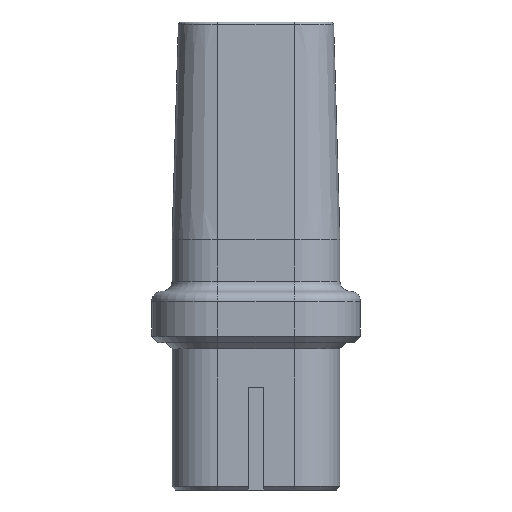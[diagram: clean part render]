
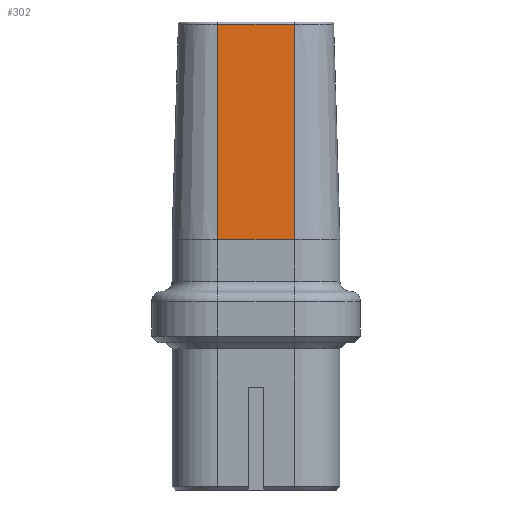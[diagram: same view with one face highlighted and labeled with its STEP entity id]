
A CAD part, front view. The second image highlights one B-rep face of the part: STEP entity #302.
In plain terms, the highlighted planar face has unit normal (0, -1, 0.029).
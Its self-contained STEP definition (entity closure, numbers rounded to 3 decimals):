
#24 = VERTEX_POINT('',#25);
#25 = CARTESIAN_POINT('',(-3.,-3.55,19.5));
#32 = PLANE('',#33);
#33 = AXIS2_PLACEMENT_3D('',#34,#35,#36);
#34 = CARTESIAN_POINT('',(-3.,-3.55,15.5));
#35 = DIRECTION('',(0.,1.,0.));
#36 = DIRECTION('',(1.,0.,0.));
#56 = EDGE_CURVE('',#24,#57,#59,.T.);
#57 = VERTEX_POINT('',#58);
#58 = CARTESIAN_POINT('',(3.,-3.55,19.5));
#59 = SURFACE_CURVE('',#60,(#64,#71),.PCURVE_S1.);
#60 = LINE('',#61,#62);
#61 = CARTESIAN_POINT('',(-3.,-3.55,19.5));
#62 = VECTOR('',#63,1.);
#63 = DIRECTION('',(1.,0.,0.));
#64 = PCURVE('',#32,#65);
#65 = DEFINITIONAL_REPRESENTATION('',(#66),#70);
#66 = LINE('',#67,#68);
#67 = CARTESIAN_POINT('',(0.,-4.));
#68 = VECTOR('',#69,1.);
#69 = DIRECTION('',(1.,0.));
#70 = ( GEOMETRIC_REPRESENTATION_CONTEXT(2) 
PARAMETRIC_REPRESENTATION_CONTEXT() REPRESENTATION_CONTEXT('2D SPACE',''
  ) );
#71 = PCURVE('',#72,#77);
#72 = PLANE('',#73);
#73 = AXIS2_PLACEMENT_3D('',#74,#75,#76);
#74 = CARTESIAN_POINT('',(-3.,-3.3,28.));
#75 = DIRECTION('',(0.,1.,-0.029));
#76 = DIRECTION('',(-1.,-0.,-0.));
#77 = DEFINITIONAL_REPRESENTATION('',(#78),#82);
#78 = LINE('',#79,#80);
#79 = CARTESIAN_POINT('',(-0.,-8.504));
#80 = VECTOR('',#81,1.);
#81 = DIRECTION('',(-1.,0.));
#82 = ( GEOMETRIC_REPRESENTATION_CONTEXT(2) 
PARAMETRIC_REPRESENTATION_CONTEXT() REPRESENTATION_CONTEXT('2D SPACE',''
  ) );
#211 = CONICAL_SURFACE('',#212,3.55,0.029);
#212 = AXIS2_PLACEMENT_3D('',#213,#214,#215);
#213 = CARTESIAN_POINT('',(-3.,0.,19.5));
#214 = DIRECTION('',(-0.,-0.,-1.));
#215 = DIRECTION('',(-0.423,0.906,0.));
#302 = ADVANCED_FACE('',(#303),#72,.F.);
#303 = FACE_BOUND('',#304,.T.);
#304 = EDGE_LOOP('',(#305,#326,#327,#353));
#305 = ORIENTED_EDGE('',*,*,#306,.F.);
#306 = EDGE_CURVE('',#24,#307,#309,.T.);
#307 = VERTEX_POINT('',#308);
#308 = CARTESIAN_POINT('',(-3.,-3.056,36.306));
#309 = SURFACE_CURVE('',#310,(#314,#320),.PCURVE_S1.);
#310 = LINE('',#311,#312);
#311 = CARTESIAN_POINT('',(-3.,-3.3,28.));
#312 = VECTOR('',#313,1.);
#313 = DIRECTION('',(-0.,0.029,1.));
#314 = PCURVE('',#72,#315);
#315 = DEFINITIONAL_REPRESENTATION('',(#316),#319);
#316 = B_SPLINE_CURVE_WITH_KNOTS('',1,(#317,#318),.UNSPECIFIED.,.F.,.F.,
  (2,2),(-8.504,8.504),.PIECEWISE_BEZIER_KNOTS.);
#317 = CARTESIAN_POINT('',(0.,-8.504));
#318 = CARTESIAN_POINT('',(0.,8.504));
#319 = ( GEOMETRIC_REPRESENTATION_CONTEXT(2) 
PARAMETRIC_REPRESENTATION_CONTEXT() REPRESENTATION_CONTEXT('2D SPACE',''
  ) );
#320 = PCURVE('',#211,#321);
#321 = DEFINITIONAL_REPRESENTATION('',(#322),#325);
#322 = B_SPLINE_CURVE_WITH_KNOTS('',1,(#323,#324),.UNSPECIFIED.,.F.,.F.,
  (2,2),(-8.504,8.504),.PIECEWISE_BEZIER_KNOTS.);
#323 = CARTESIAN_POINT('',(-2.705,0.));
#324 = CARTESIAN_POINT('',(-2.705,-17.));
#325 = ( GEOMETRIC_REPRESENTATION_CONTEXT(2) 
PARAMETRIC_REPRESENTATION_CONTEXT() REPRESENTATION_CONTEXT('2D SPACE',''
  ) );
#326 = ORIENTED_EDGE('',*,*,#56,.T.);
#327 = ORIENTED_EDGE('',*,*,#328,.T.);
#328 = EDGE_CURVE('',#57,#329,#331,.T.);
#329 = VERTEX_POINT('',#330);
#330 = CARTESIAN_POINT('',(3.,-3.056,36.306));
#331 = SURFACE_CURVE('',#332,(#336,#342),.PCURVE_S1.);
#332 = LINE('',#333,#334);
#333 = CARTESIAN_POINT('',(3.,-3.3,28.));
#334 = VECTOR('',#335,1.);
#335 = DIRECTION('',(-0.,0.029,1.));
#336 = PCURVE('',#72,#337);
#337 = DEFINITIONAL_REPRESENTATION('',(#338),#341);
#338 = B_SPLINE_CURVE_WITH_KNOTS('',1,(#339,#340),.UNSPECIFIED.,.F.,.F.,
  (2,2),(-8.504,8.504),.PIECEWISE_BEZIER_KNOTS.);
#339 = CARTESIAN_POINT('',(-6.,-8.504));
#340 = CARTESIAN_POINT('',(-6.,8.504));
#341 = ( GEOMETRIC_REPRESENTATION_CONTEXT(2) 
PARAMETRIC_REPRESENTATION_CONTEXT() REPRESENTATION_CONTEXT('2D SPACE',''
  ) );
#342 = PCURVE('',#343,#348);
#343 = CONICAL_SURFACE('',#344,3.55,0.029);
#344 = AXIS2_PLACEMENT_3D('',#345,#346,#347);
#345 = CARTESIAN_POINT('',(3.,0.,19.5));
#346 = DIRECTION('',(-0.,-0.,-1.));
#347 = DIRECTION('',(0.,-1.,0.));
#348 = DEFINITIONAL_REPRESENTATION('',(#349),#352);
#349 = B_SPLINE_CURVE_WITH_KNOTS('',1,(#350,#351),.UNSPECIFIED.,.F.,.F.,
  (2,2),(-8.504,8.504),.PIECEWISE_BEZIER_KNOTS.);
#350 = CARTESIAN_POINT('',(0.,0.));
#351 = CARTESIAN_POINT('',(0.,-17.));
#352 = ( GEOMETRIC_REPRESENTATION_CONTEXT(2) 
PARAMETRIC_REPRESENTATION_CONTEXT() REPRESENTATION_CONTEXT('2D SPACE',''
  ) );
#353 = ORIENTED_EDGE('',*,*,#354,.F.);
#354 = EDGE_CURVE('',#307,#329,#355,.T.);
#355 = SURFACE_CURVE('',#356,(#360,#367),.PCURVE_S1.);
#356 = LINE('',#357,#358);
#357 = CARTESIAN_POINT('',(-3.,-3.056,36.306));
#358 = VECTOR('',#359,1.);
#359 = DIRECTION('',(1.,0.,0.));
#360 = PCURVE('',#72,#361);
#361 = DEFINITIONAL_REPRESENTATION('',(#362),#366);
#362 = LINE('',#363,#364);
#363 = CARTESIAN_POINT('',(-0.,8.309));
#364 = VECTOR('',#365,1.);
#365 = DIRECTION('',(-1.,0.));
#366 = ( GEOMETRIC_REPRESENTATION_CONTEXT(2) 
PARAMETRIC_REPRESENTATION_CONTEXT() REPRESENTATION_CONTEXT('2D SPACE',''
  ) );
#367 = PCURVE('',#368,#373);
#368 = CYLINDRICAL_SURFACE('',#369,0.2);
#369 = AXIS2_PLACEMENT_3D('',#370,#371,#372);
#370 = CARTESIAN_POINT('',(-3.,-2.856,36.3));
#371 = DIRECTION('',(1.,0.,0.));
#372 = DIRECTION('',(0.,0.,1.));
#373 = DEFINITIONAL_REPRESENTATION('',(#374),#378);
#374 = LINE('',#375,#376);
#375 = CARTESIAN_POINT('',(1.541,0.));
#376 = VECTOR('',#377,1.);
#377 = DIRECTION('',(0.,1.));
#378 = ( GEOMETRIC_REPRESENTATION_CONTEXT(2) 
PARAMETRIC_REPRESENTATION_CONTEXT() REPRESENTATION_CONTEXT('2D SPACE',''
  ) );
